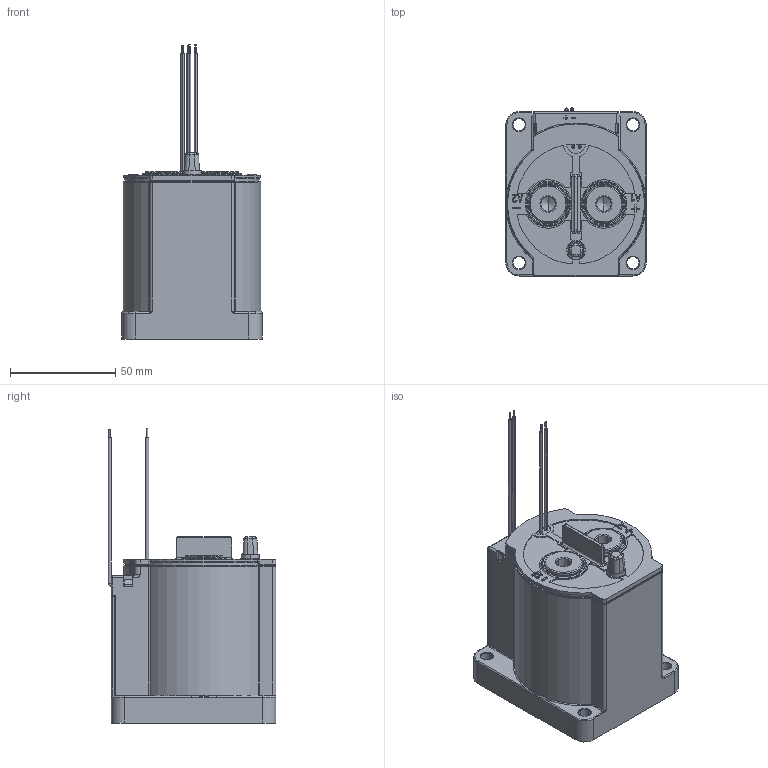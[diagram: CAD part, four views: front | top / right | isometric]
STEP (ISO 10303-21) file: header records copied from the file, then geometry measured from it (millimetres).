
FILE_DESCRIPTION((''),'2;1');
FILE_NAME('ASM0001_ASM','2021-08-23T09:18:32',('Administrator'),(''),'CREO PARAMETRIC BY PTC INC, 2018400','CREO PARAMETRIC BY PTC INC, 2018400','');
FILE_SCHEMA(('CONFIG_CONTROL_DESIGN'));
Length unit declared in the file: millimetre
Products named in the file (3): EVQX400_PWM_M8000; 22; ASM0001_ASM
Assembly tree (3 placements, depth 2):
  ASM0001_ASM
    EVQX400_PWM_M8000
    22  x2
Bounding box: 66.6 x 79.6 x 139.69 mm (x, y, z)
Volume: 74238.8 mm3; surface area: 81772.9 mm2
Topology: 3 solids, 6 shells, 1631 faces, 4624 edges, 3050 vertices
Faces by surface type: plane 953, cylinder 518, torus 69, cone 66, bspline 20, extrusion 5
Entity records: 54991 total; most frequent: CARTESIAN_POINT 11589, DIRECTION 9210, ORIENTED_EDGE 9176, EDGE_CURVE 4588, AXIS2_PLACEMENT_3D 3193, VERTEX_POINT 3038, VECTOR 2824, LINE 2819
